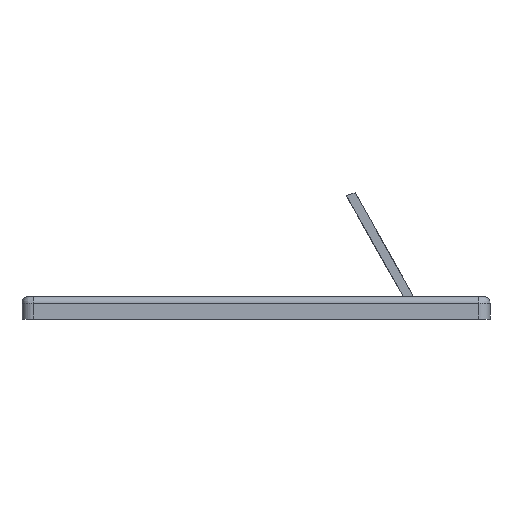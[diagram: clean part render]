
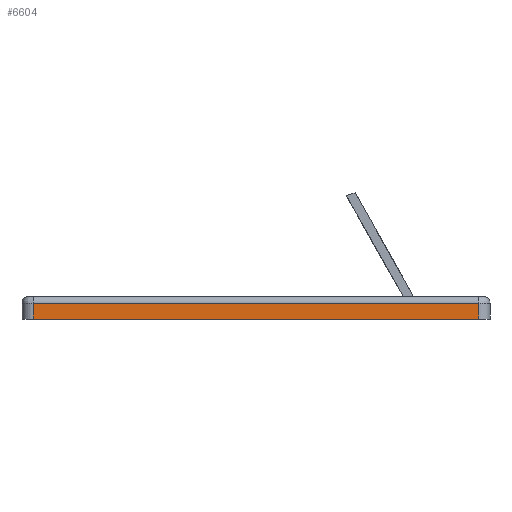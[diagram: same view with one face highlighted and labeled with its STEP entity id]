
A CAD part, left-side view. The second image highlights one B-rep face of the part: STEP entity #6604.
In plain terms, the highlighted planar face has unit normal (-1, 0, 0).
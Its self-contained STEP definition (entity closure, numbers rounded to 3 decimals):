
#294=PLANE('',#6862);
#641=FACE_OUTER_BOUND('',#1025,.T.);
#1025=EDGE_LOOP('',(#5977,#5978,#5979,#5980));
#1639=LINE('',#12040,#2293);
#1649=LINE('',#12103,#2303);
#1653=LINE('',#12115,#2307);
#1658=LINE('',#12126,#2312);
#2293=VECTOR('',#7843,10.);
#2303=VECTOR('',#7885,10.);
#2307=VECTOR('',#7899,10.);
#2312=VECTOR('',#7908,10.);
#3214=VERTEX_POINT('',#12034);
#3215=VERTEX_POINT('',#12038);
#3225=VERTEX_POINT('',#12102);
#3228=VERTEX_POINT('',#12114);
#4130=EDGE_CURVE('',#3215,#3214,#1639,.T.);
#4149=EDGE_CURVE('',#3214,#3225,#1649,.T.);
#4155=EDGE_CURVE('',#3228,#3225,#1653,.T.);
#4161=EDGE_CURVE('',#3228,#3215,#1658,.T.);
#5977=ORIENTED_EDGE('',*,*,#4130,.F.);
#5978=ORIENTED_EDGE('',*,*,#4161,.F.);
#5979=ORIENTED_EDGE('',*,*,#4155,.T.);
#5980=ORIENTED_EDGE('',*,*,#4149,.F.);
#6604=ADVANCED_FACE('',(#641),#294,.T.);
#6862=AXIS2_PLACEMENT_3D('',#12125,#7906,#7907);
#7843=DIRECTION('',(0.,-1.,0.));
#7885=DIRECTION('',(0.,0.,-1.));
#7899=DIRECTION('',(0.,-1.,0.));
#7906=DIRECTION('center_axis',(-1.,0.,0.));
#7907=DIRECTION('ref_axis',(0.,1.,0.));
#7908=DIRECTION('',(0.,0.,1.));
#12034=CARTESIAN_POINT('',(-63.915,2.5,62.));
#12038=CARTESIAN_POINT('',(-63.915,197.5,62.));
#12040=CARTESIAN_POINT('',(-63.915,48.75,62.));
#12102=CARTESIAN_POINT('',(-63.915,2.5,55.));
#12103=CARTESIAN_POINT('',(-63.915,2.5,0.));
#12114=CARTESIAN_POINT('',(-63.915,197.5,55.));
#12115=CARTESIAN_POINT('',(-63.915,48.75,55.));
#12125=CARTESIAN_POINT('Origin',(-63.915,-2.5,0.));
#12126=CARTESIAN_POINT('',(-63.915,197.5,0.));
